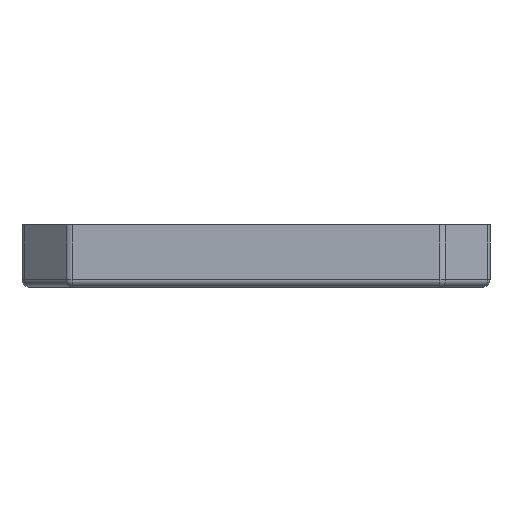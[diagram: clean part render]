
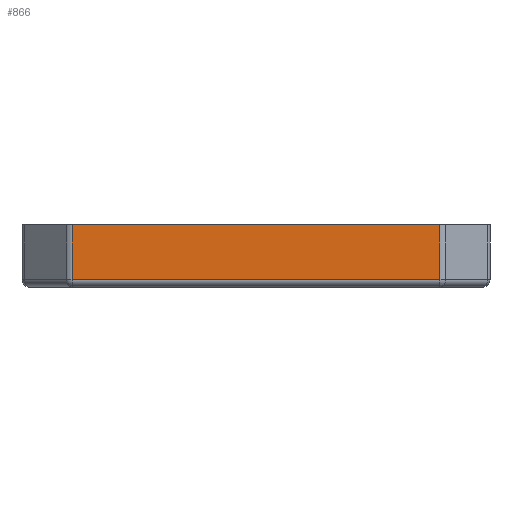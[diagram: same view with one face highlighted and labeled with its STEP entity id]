
A CAD part, left-side view. The second image highlights one B-rep face of the part: STEP entity #866.
In plain terms, the highlighted planar face has unit normal (-1, 0, 0).
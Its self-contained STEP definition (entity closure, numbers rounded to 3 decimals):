
#17 = LINE ( 'NONE', #1352, #673 ) ;
#80 = VERTEX_POINT ( 'NONE', #1350 ) ;
#133 = DIRECTION ( 'NONE',  ( 0., -1., 0. ) ) ;
#312 = LINE ( 'NONE', #364, #814 ) ;
#350 = DIRECTION ( 'NONE',  ( 0., 0., 1. ) ) ;
#364 = CARTESIAN_POINT ( 'NONE',  ( -7.5, 0., 4. ) ) ;
#492 = ORIENTED_EDGE ( 'NONE', *, *, #1043, .F. ) ;
#503 = LINE ( 'NONE', #572, #575 ) ;
#572 = CARTESIAN_POINT ( 'NONE',  ( -7.5, 0., 0.5 ) ) ;
#575 = VECTOR ( 'NONE', #833, 1000. ) ;
#578 = DIRECTION ( 'NONE',  ( 0., 0., -1. ) ) ;
#608 = CARTESIAN_POINT ( 'NONE',  ( -7.5, 5.737, 4. ) ) ;
#646 = VERTEX_POINT ( 'NONE', #1268 ) ;
#673 = VECTOR ( 'NONE', #1484, 1000. ) ;
#814 = VECTOR ( 'NONE', #133, 1000. ) ;
#833 = DIRECTION ( 'NONE',  ( 0., -1., 0. ) ) ;
#866 = ADVANCED_FACE ( 'NONE', ( #1519 ), #957, .F. ) ;
#882 = VERTEX_POINT ( 'NONE', #1419 ) ;
#957 = PLANE ( 'NONE',  #1437 ) ;
#984 = CARTESIAN_POINT ( 'NONE',  ( -7.5, -17.849, 4. ) ) ;
#1043 = EDGE_CURVE ( 'NONE', #1077, #80, #312, .T. ) ;
#1077 = VERTEX_POINT ( 'NONE', #608 ) ;
#1152 = ORIENTED_EDGE ( 'NONE', *, *, #1339, .T. ) ;
#1166 = VECTOR ( 'NONE', #350, 1000. ) ;
#1184 = DIRECTION ( 'NONE',  ( 1., 0., 0. ) ) ;
#1251 = EDGE_LOOP ( 'NONE', ( #492, #1475, #1152, #1285 ) ) ;
#1268 = CARTESIAN_POINT ( 'NONE',  ( -7.5, 5.737, 0.5 ) ) ;
#1285 = ORIENTED_EDGE ( 'NONE', *, *, #1380, .T. ) ;
#1308 = CARTESIAN_POINT ( 'NONE',  ( -7.5, 0., 4. ) ) ;
#1339 = EDGE_CURVE ( 'NONE', #646, #882, #503, .T. ) ;
#1350 = CARTESIAN_POINT ( 'NONE',  ( -7.5, -17.849, 4. ) ) ;
#1352 = CARTESIAN_POINT ( 'NONE',  ( -7.5, 5.737, 0. ) ) ;
#1380 = EDGE_CURVE ( 'NONE', #882, #80, #1487, .T. ) ;
#1419 = CARTESIAN_POINT ( 'NONE',  ( -7.5, -17.849, 0.5 ) ) ;
#1437 = AXIS2_PLACEMENT_3D ( 'NONE', #1308, #1184, #578 ) ;
#1475 = ORIENTED_EDGE ( 'NONE', *, *, #1504, .T. ) ;
#1484 = DIRECTION ( 'NONE',  ( 0., 0., -1. ) ) ;
#1487 = LINE ( 'NONE', #984, #1166 ) ;
#1504 = EDGE_CURVE ( 'NONE', #1077, #646, #17, .T. ) ;
#1519 = FACE_OUTER_BOUND ( 'NONE', #1251, .T. ) ;
